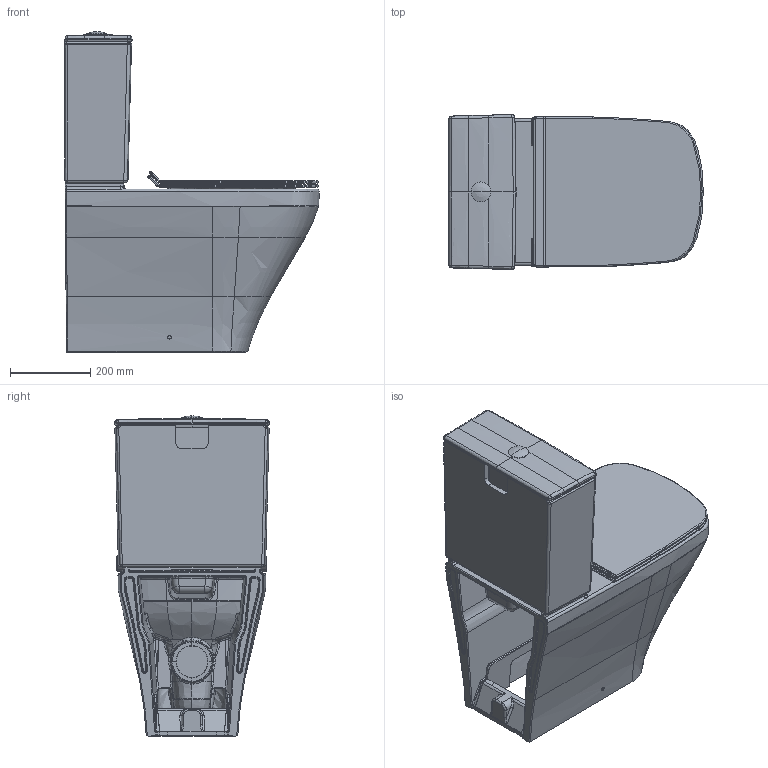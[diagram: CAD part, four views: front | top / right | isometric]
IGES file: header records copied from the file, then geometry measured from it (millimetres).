
Global section: file name: No Iges File Name specified; native system: Autodesk Inventor 2011; preprocessor: AutoDesk Inventor Iges Exporter R2011; author: Administrator; date: 20130529.140519; units: millimetre
Bounding box: 634.83 x 387.03 x 799.67 mm (x, y, z)
Volume: 34315458.6 mm3; surface area: 3148246.9 mm2
Topology: 13 solids, 13 shells, 1503 faces, 3567 edges, 2063 vertices
Faces by surface type: bspline 952, plane 163, cylinder 163, revolution 147, torus 68, sphere 6, cone 4
